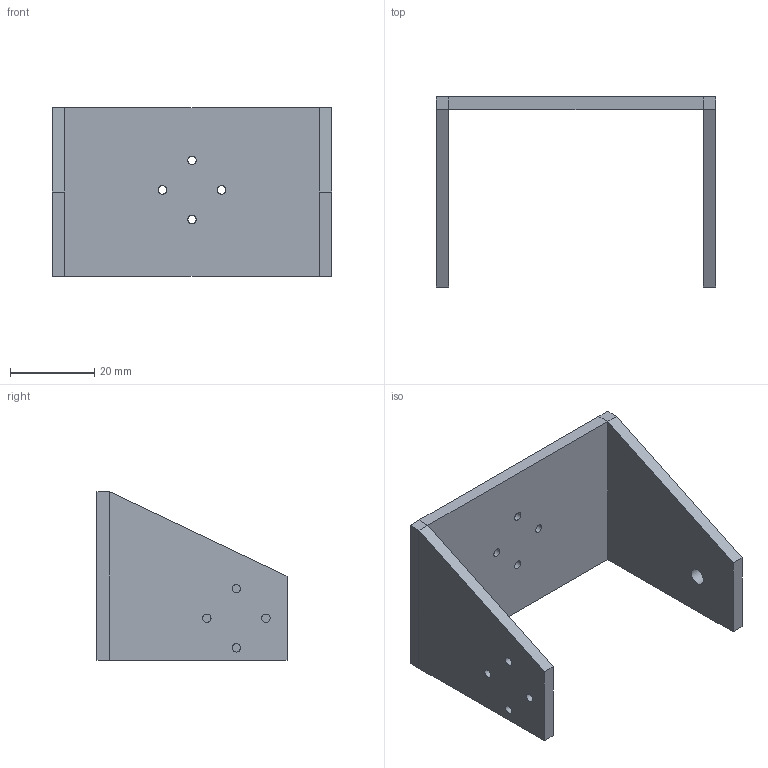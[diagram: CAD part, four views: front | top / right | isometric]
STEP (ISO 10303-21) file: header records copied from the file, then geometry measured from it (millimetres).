
FILE_DESCRIPTION(('FreeCAD Model'),'2;1');
FILE_NAME('Open CASCADE Shape Model','2022-08-07T14:13:41',('Author'),( ''),'Open CASCADE STEP processor 7.5','FreeCAD','Unknown');
FILE_SCHEMA(('AUTOMOTIVE_DESIGN { 1 0 10303 214 1 1 1 1 }'));
Length unit declared in the file: millimetre
Products named in the file (2): servo frame 20kg centered flipped; servo frame mg996r013
Assembly tree (1 placements, depth 2):
  servo frame 20kg centered flipped
    servo frame mg996r013
Bounding box: 66.2 x 45 x 40 mm (x, y, z)
Volume: 15390.9 mm3; surface area: 11497.4 mm2
Topology: 1 solids, 1 shells, 27 faces, 67 edges, 42 vertices
Faces by surface type: plane 18, cylinder 9
Full cylindrical faces by diameter (mm): 2 x8, 4 x1
Entity records: 1769 total; most frequent: CARTESIAN_POINT 326, DIRECTION 268, LINE 165, VECTOR 165, ORIENTED_EDGE 134, PCURVE 134, DEFINITIONAL_REPRESENTATION 134, EDGE_CURVE 67
